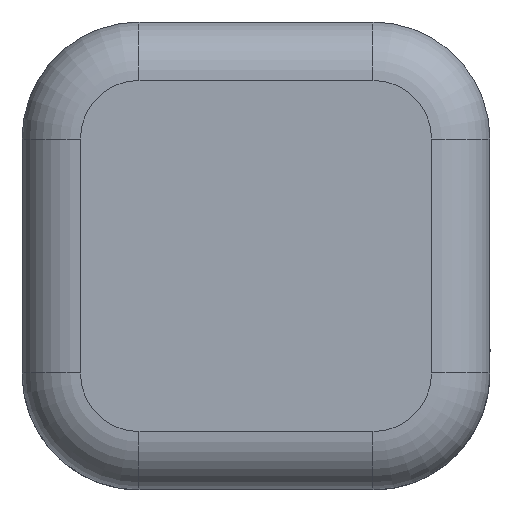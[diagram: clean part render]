
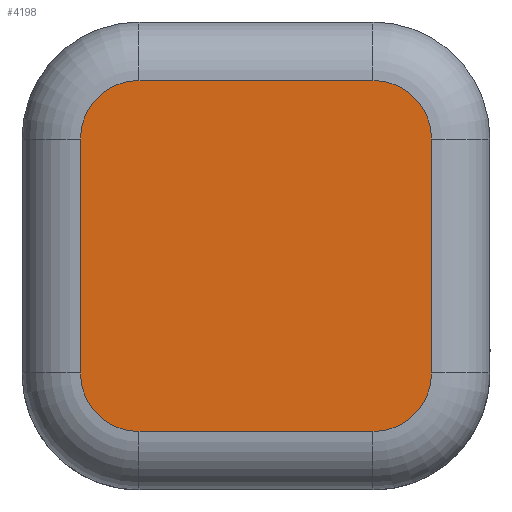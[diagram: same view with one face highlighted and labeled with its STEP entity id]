
A CAD part, front view. The second image highlights one B-rep face of the part: STEP entity #4198.
In plain terms, the highlighted planar face has unit normal (0, -1, 0).
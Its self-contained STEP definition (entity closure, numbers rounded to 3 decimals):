
#1848 = VERTEX_POINT('',#1849);
#1849 = CARTESIAN_POINT('',(15.,-130.,-10.));
#1856 = EDGE_CURVE('',#1848,#1857,#1859,.T.);
#1857 = VERTEX_POINT('',#1858);
#1858 = CARTESIAN_POINT('',(15.,-130.,10.));
#1859 = LINE('',#1860,#1861);
#1860 = CARTESIAN_POINT('',(15.,-130.,-10.));
#1861 = VECTOR('',#1862,1.);
#1862 = DIRECTION('',(0.,0.,1.));
#3361 = VERTEX_POINT('',#3362);
#3362 = CARTESIAN_POINT('',(-15.,-130.,10.));
#3369 = EDGE_CURVE('',#3361,#3370,#3372,.T.);
#3370 = VERTEX_POINT('',#3371);
#3371 = CARTESIAN_POINT('',(-15.,-130.,-10.));
#3372 = LINE('',#3373,#3374);
#3373 = CARTESIAN_POINT('',(-15.,-130.,10.));
#3374 = VECTOR('',#3375,1.);
#3375 = DIRECTION('',(0.,0.,-1.));
#3666 = VERTEX_POINT('',#3667);
#3667 = CARTESIAN_POINT('',(10.,-130.,15.));
#3674 = EDGE_CURVE('',#1857,#3666,#3675,.T.);
#3675 = CIRCLE('',#3676,5.);
#3676 = AXIS2_PLACEMENT_3D('',#3677,#3678,#3679);
#3677 = CARTESIAN_POINT('',(10.,-130.,10.));
#3678 = DIRECTION('',(0.,-1.,0.));
#3679 = DIRECTION('',(1.,0.,0.));
#4177 = VERTEX_POINT('',#4178);
#4178 = CARTESIAN_POINT('',(10.,-130.,-15.));
#4187 = EDGE_CURVE('',#4177,#1848,#4188,.T.);
#4188 = CIRCLE('',#4189,5.);
#4189 = AXIS2_PLACEMENT_3D('',#4190,#4191,#4192);
#4190 = CARTESIAN_POINT('',(10.,-130.,-10.));
#4191 = DIRECTION('',(0.,-1.,0.));
#4192 = DIRECTION('',(0.,0.,-1.));
#4198 = ADVANCED_FACE('',(#4199),#4235,.F.);
#4199 = FACE_BOUND('',#4200,.F.);
#4200 = EDGE_LOOP('',(#4201,#4209,#4210,#4211,#4212,#4220,#4227,#4228));
#4201 = ORIENTED_EDGE('',*,*,#4202,.F.);
#4202 = EDGE_CURVE('',#3666,#4203,#4205,.T.);
#4203 = VERTEX_POINT('',#4204);
#4204 = CARTESIAN_POINT('',(-10.,-130.,15.));
#4205 = LINE('',#4206,#4207);
#4206 = CARTESIAN_POINT('',(10.,-130.,15.));
#4207 = VECTOR('',#4208,1.);
#4208 = DIRECTION('',(-1.,0.,0.));
#4209 = ORIENTED_EDGE('',*,*,#3674,.F.);
#4210 = ORIENTED_EDGE('',*,*,#1856,.F.);
#4211 = ORIENTED_EDGE('',*,*,#4187,.F.);
#4212 = ORIENTED_EDGE('',*,*,#4213,.F.);
#4213 = EDGE_CURVE('',#4214,#4177,#4216,.T.);
#4214 = VERTEX_POINT('',#4215);
#4215 = CARTESIAN_POINT('',(-10.,-130.,-15.));
#4216 = LINE('',#4217,#4218);
#4217 = CARTESIAN_POINT('',(-10.,-130.,-15.));
#4218 = VECTOR('',#4219,1.);
#4219 = DIRECTION('',(1.,0.,0.));
#4220 = ORIENTED_EDGE('',*,*,#4221,.F.);
#4221 = EDGE_CURVE('',#3370,#4214,#4222,.T.);
#4222 = CIRCLE('',#4223,5.);
#4223 = AXIS2_PLACEMENT_3D('',#4224,#4225,#4226);
#4224 = CARTESIAN_POINT('',(-10.,-130.,-10.));
#4225 = DIRECTION('',(0.,-1.,0.));
#4226 = DIRECTION('',(-1.,0.,0.));
#4227 = ORIENTED_EDGE('',*,*,#3369,.F.);
#4228 = ORIENTED_EDGE('',*,*,#4229,.F.);
#4229 = EDGE_CURVE('',#4203,#3361,#4230,.T.);
#4230 = CIRCLE('',#4231,5.);
#4231 = AXIS2_PLACEMENT_3D('',#4232,#4233,#4234);
#4232 = CARTESIAN_POINT('',(-10.,-130.,10.));
#4233 = DIRECTION('',(0.,-1.,0.));
#4234 = DIRECTION('',(0.,0.,1.));
#4235 = PLANE('',#4236);
#4236 = AXIS2_PLACEMENT_3D('',#4237,#4238,#4239);
#4237 = CARTESIAN_POINT('',(0.,-130.,0.));
#4238 = DIRECTION('',(0.,1.,0.));
#4239 = DIRECTION('',(0.,0.,1.));
